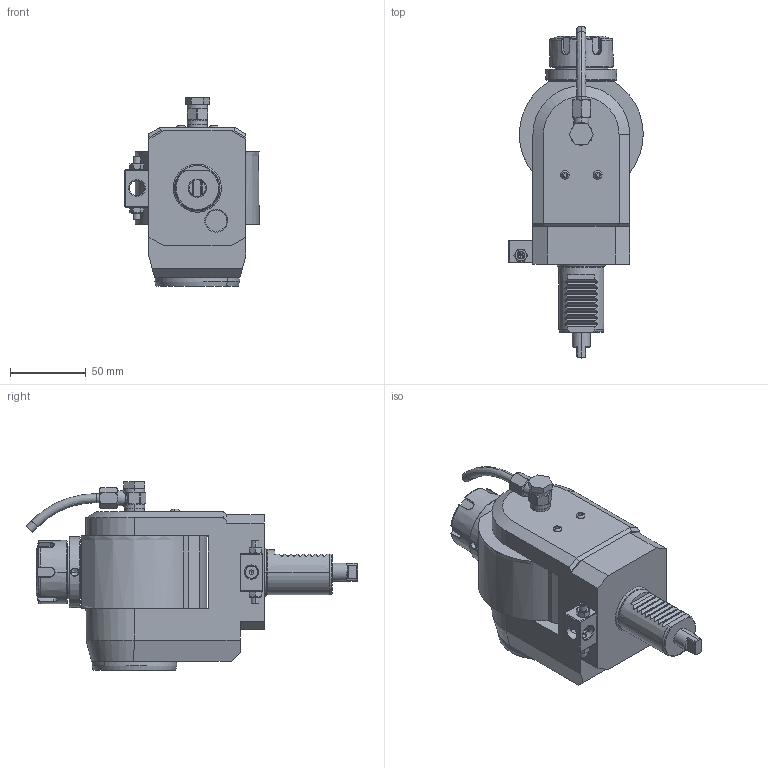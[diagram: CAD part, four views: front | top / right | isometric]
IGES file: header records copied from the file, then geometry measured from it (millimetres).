
Start section:  PTC IGES file: ngt1_30_521_25_2_2.igs
Global section: file name: ngt1_30_521_25_2_2.igs; native system: Pro/ENGINEER by Parametric Technology Corporation; preprocessor: 2010280; author: vali; organization: Unknown; date: 20200612.100333; units: millimetre
Bounding box: 89 x 219.67 x 124.9 mm (x, y, z)
Volume: 796098.1 mm3; surface area: 74426.2 mm2
Topology: 1 solids, 2 shells, 552 faces, 1369 edges, 832 vertices
Faces by surface type: bspline 309, revolution 243
